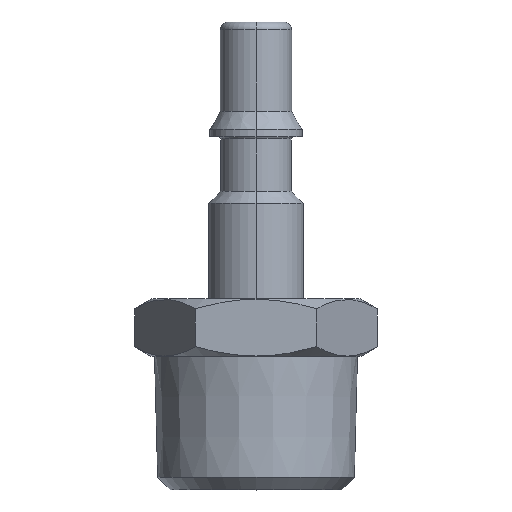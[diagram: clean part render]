
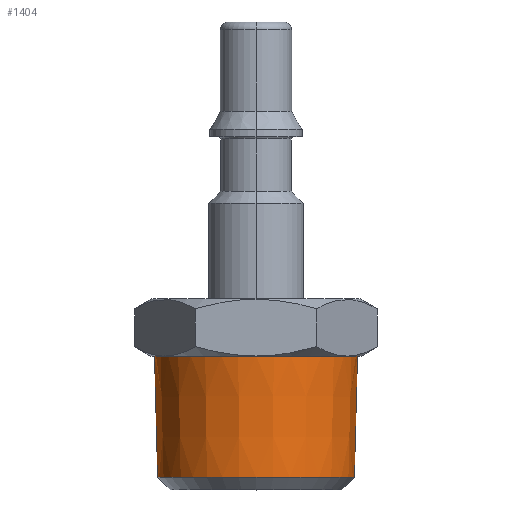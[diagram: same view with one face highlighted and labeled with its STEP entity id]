
A CAD part, top view. The second image highlights one B-rep face of the part: STEP entity #1404.
In plain terms, the highlighted conical face has half-angle 1.47 degrees and reference radius 10.626 mm.
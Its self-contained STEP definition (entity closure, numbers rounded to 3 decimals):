
#139 = AXIS2_PLACEMENT_3D ( 'NONE', #482, #483, #484 ) ;
#143 = CONICAL_SURFACE ( 'NONE', #139, 10.626, 0.026 ) ;
#351 = DIRECTION ( 'NONE',  ( -0.026, 1., 0. ) ) ;
#352 = CARTESIAN_POINT ( 'NONE',  ( -10.626, -35., 0. ) ) ;
#353 = DIRECTION ( 'NONE',  ( -1., 0., 0. ) ) ;
#354 = DIRECTION ( 'NONE',  ( 0., 1., 0. ) ) ;
#355 = CARTESIAN_POINT ( 'NONE',  ( 0., -35., 0. ) ) ;
#356 = DIRECTION ( 'NONE',  ( -1., 0., 0. ) ) ;
#357 = DIRECTION ( 'NONE',  ( 0., 1., 0. ) ) ;
#358 = CARTESIAN_POINT ( 'NONE',  ( 0., -47.7, 0. ) ) ;
#359 = DIRECTION ( 'NONE',  ( 0.026, 1., 0. ) ) ;
#360 = CARTESIAN_POINT ( 'NONE',  ( 10.626, -35., 0. ) ) ;
#366 = FACE_OUTER_BOUND ( 'NONE', #751, .T. ) ;
#482 = CARTESIAN_POINT ( 'NONE',  ( 0., -35., 0. ) ) ;
#483 = DIRECTION ( 'NONE',  ( 0., 1., 0. ) ) ;
#484 = DIRECTION ( 'NONE',  ( -1., 0., 0. ) ) ;
#539 = EDGE_CURVE ( 'NONE', #637, #1195, #831, .T. ) ;
#540 = EDGE_CURVE ( 'NONE', #1192, #637, #1318, .T. ) ;
#541 = EDGE_CURVE ( 'NONE', #626, #1195, #1330, .T. ) ;
#542 = EDGE_CURVE ( 'NONE', #1192, #626, #832, .T. ) ;
#626 = VERTEX_POINT ( 'NONE', #972 ) ;
#637 = VERTEX_POINT ( 'NONE', #983 ) ;
#694 = ORIENTED_EDGE ( 'NONE', *, *, #542, .F. ) ;
#695 = ORIENTED_EDGE ( 'NONE', *, *, #539, .T. ) ;
#696 = ORIENTED_EDGE ( 'NONE', *, *, #541, .F. ) ;
#697 = ORIENTED_EDGE ( 'NONE', *, *, #540, .T. ) ;
#751 = EDGE_LOOP ( 'NONE', ( #697, #695, #696, #694 ) ) ;
#831 = LINE ( 'NONE', #360, #1317 ) ;
#832 = LINE ( 'NONE', #352, #1312 ) ;
#972 = CARTESIAN_POINT ( 'NONE',  ( -10.626, -35., 0. ) ) ;
#983 = CARTESIAN_POINT ( 'NONE',  ( 10.3, -47.7, 0. ) ) ;
#993 = CARTESIAN_POINT ( 'NONE',  ( -10.3, -47.7, 0. ) ) ;
#996 = CARTESIAN_POINT ( 'NONE',  ( 10.626, -35., 0. ) ) ;
#1192 = VERTEX_POINT ( 'NONE', #993 ) ;
#1195 = VERTEX_POINT ( 'NONE', #996 ) ;
#1312 = VECTOR ( 'NONE', #351, 1000. ) ;
#1314 = AXIS2_PLACEMENT_3D ( 'NONE', #355, #354, #353 ) ;
#1316 = AXIS2_PLACEMENT_3D ( 'NONE', #358, #357, #356 ) ;
#1317 = VECTOR ( 'NONE', #359, 1000. ) ;
#1318 = CIRCLE ( 'NONE', #1316, 10.3 ) ;
#1330 = CIRCLE ( 'NONE', #1314, 10.626 ) ;
#1404 = ADVANCED_FACE ( 'NONE', ( #366 ), #143, .T. ) ;
